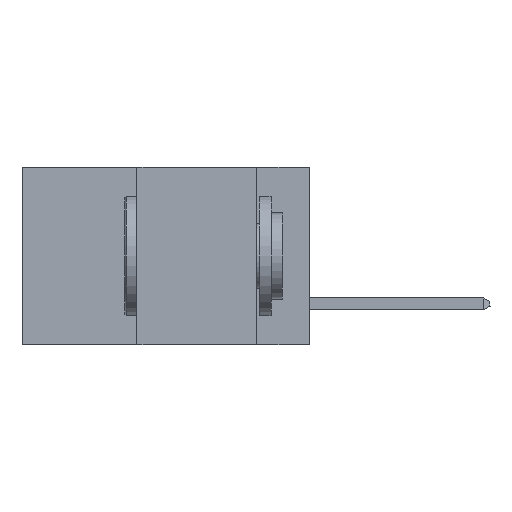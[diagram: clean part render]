
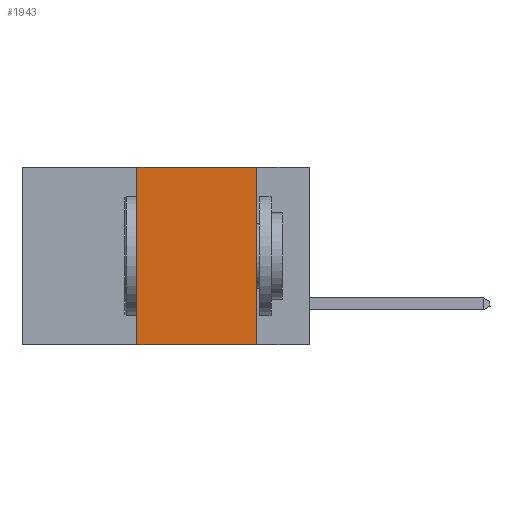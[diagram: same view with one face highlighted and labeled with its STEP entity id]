
A CAD part, left-side view. The second image highlights one B-rep face of the part: STEP entity #1943.
In plain terms, the highlighted planar face has unit normal (-1, 0, 0).
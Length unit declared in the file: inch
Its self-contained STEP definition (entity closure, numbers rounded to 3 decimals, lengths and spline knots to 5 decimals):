
#404 = DIRECTION ( 'NONE',  ( 0., 0., -1. ) ) ;
#518 = FACE_OUTER_BOUND ( 'NONE', #1650, .T. ) ;
#780 = ORIENTED_EDGE ( 'NONE', *, *, #15148, .F. ) ;
#933 = VECTOR ( 'NONE', #3382, 39.37008 ) ;
#1271 = VERTEX_POINT ( 'NONE', #6526 ) ;
#1538 = AXIS2_PLACEMENT_3D ( 'NONE', #2902, #8185, #10816 ) ;
#1604 = CARTESIAN_POINT ( 'NONE',  ( 0., 0.11, 0. ) ) ;
#1650 = EDGE_LOOP ( 'NONE', ( #3730, #780, #3803, #15412 ) ) ;
#1734 = PLANE ( 'NONE',  #1538 ) ;
#1943 = ADVANCED_FACE ( 'NONE', ( #518 ), #1734, .F. ) ;
#2507 = VECTOR ( 'NONE', #2576, 39.37008 ) ;
#2576 = DIRECTION ( 'NONE',  ( 0., 0., 1. ) ) ;
#2761 = CARTESIAN_POINT ( 'NONE',  ( 0., 0.11, -0.37 ) ) ;
#2902 = CARTESIAN_POINT ( 'NONE',  ( 0., 0.6, 0. ) ) ;
#2996 = VECTOR ( 'NONE', #6685, 39.37008 ) ;
#3382 = DIRECTION ( 'NONE',  ( 0., -1., 0. ) ) ;
#3498 = VERTEX_POINT ( 'NONE', #2761 ) ;
#3505 = EDGE_CURVE ( 'NONE', #1271, #3498, #9142, .T. ) ;
#3527 = CARTESIAN_POINT ( 'NONE',  ( 0., 0.36, 0. ) ) ;
#3730 = ORIENTED_EDGE ( 'NONE', *, *, #15961, .F. ) ;
#3803 = ORIENTED_EDGE ( 'NONE', *, *, #11298, .F. ) ;
#4077 = CARTESIAN_POINT ( 'NONE',  ( 0., 0.6, -0.37 ) ) ;
#4445 = LINE ( 'NONE', #11235, #933 ) ;
#6526 = CARTESIAN_POINT ( 'NONE',  ( 0., 0.36, -0.37 ) ) ;
#6685 = DIRECTION ( 'NONE',  ( 0., -1., 0. ) ) ;
#7110 = CARTESIAN_POINT ( 'NONE',  ( 0., 0.11, 0. ) ) ;
#8185 = DIRECTION ( 'NONE',  ( 1., 0., 0. ) ) ;
#8985 = VECTOR ( 'NONE', #404, 39.37008 ) ;
#9142 = LINE ( 'NONE', #4077, #2996 ) ;
#9943 = VERTEX_POINT ( 'NONE', #3527 ) ;
#10816 = DIRECTION ( 'NONE',  ( 0., 0., -1. ) ) ;
#11235 = CARTESIAN_POINT ( 'NONE',  ( 0., 0.6, 0. ) ) ;
#11298 = EDGE_CURVE ( 'NONE', #1271, #9943, #16810, .T. ) ;
#11798 = CARTESIAN_POINT ( 'NONE',  ( 0., 0.36, 0. ) ) ;
#14193 = VERTEX_POINT ( 'NONE', #7110 ) ;
#15148 = EDGE_CURVE ( 'NONE', #9943, #14193, #4445, .T. ) ;
#15412 = ORIENTED_EDGE ( 'NONE', *, *, #3505, .T. ) ;
#15961 = EDGE_CURVE ( 'NONE', #14193, #3498, #16727, .T. ) ;
#16727 = LINE ( 'NONE', #1604, #8985 ) ;
#16810 = LINE ( 'NONE', #11798, #2507 ) ;
